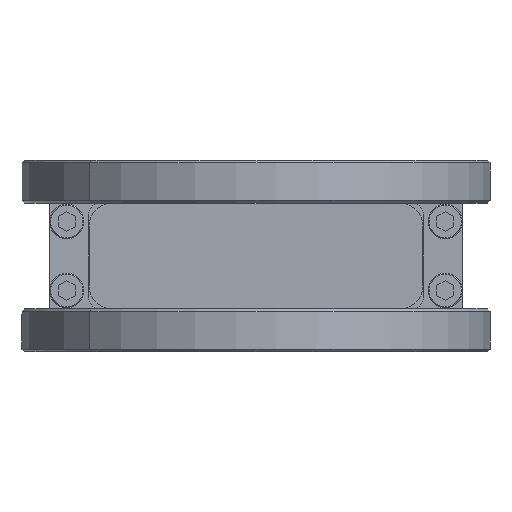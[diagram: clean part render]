
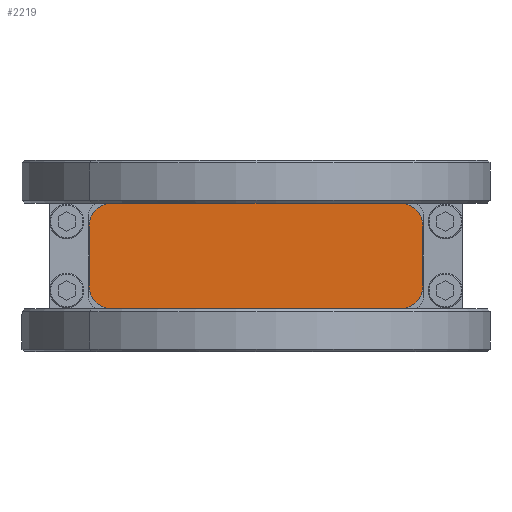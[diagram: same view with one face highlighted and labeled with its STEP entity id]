
A CAD part, front view. The second image highlights one B-rep face of the part: STEP entity #2219.
In plain terms, the highlighted planar face has unit normal (0, -1, 0).
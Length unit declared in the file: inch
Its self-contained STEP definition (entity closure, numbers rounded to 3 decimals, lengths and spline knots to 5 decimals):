
#295 = VECTOR ( 'NONE', #2618, 39.37008 ) ;
#598 = AXIS2_PLACEMENT_3D ( 'NONE', #11545, #11541, #11540 ) ;
#1188 = CARTESIAN_POINT ( 'NONE',  ( 1.82, -7.475, 0.325 ) ) ;
#2219 = ADVANCED_FACE ( 'NONE', ( #11543 ), #11535, .F. ) ;
#2609 = CARTESIAN_POINT ( 'NONE',  ( -1.82, -7.475, 0.575 ) ) ;
#2614 = LINE ( 'NONE', #2609, #295 ) ;
#2618 = DIRECTION ( 'NONE',  ( 1., 0., 0. ) ) ;
#3276 = ORIENTED_EDGE ( 'NONE', *, *, #15063, .F. ) ;
#3354 = ORIENTED_EDGE ( 'NONE', *, *, #15111, .T. ) ;
#3501 = ORIENTED_EDGE ( 'NONE', *, *, #15180, .T. ) ;
#3567 = ORIENTED_EDGE ( 'NONE', *, *, #15009, .F. ) ;
#3621 = ORIENTED_EDGE ( 'NONE', *, *, #14891, .T. ) ;
#3637 = ORIENTED_EDGE ( 'NONE', *, *, #15108, .T. ) ;
#3714 = CARTESIAN_POINT ( 'NONE',  ( 1.82, -7.475, -0.325 ) ) ;
#3986 = CARTESIAN_POINT ( 'NONE',  ( -1.82, -7.475, 0.325 ) ) ;
#4042 = CARTESIAN_POINT ( 'NONE',  ( -1.57, -7.475, -0.575 ) ) ;
#4121 = CARTESIAN_POINT ( 'NONE',  ( 1.57, -7.475, -0.575 ) ) ;
#4263 = CARTESIAN_POINT ( 'NONE',  ( -1.57, -7.475, 0.575 ) ) ;
#4359 = VERTEX_POINT ( 'NONE', #12278 ) ;
#4455 = VERTEX_POINT ( 'NONE', #12448 ) ;
#5112 = CARTESIAN_POINT ( 'NONE',  ( -1.57, -7.475, -0.325 ) ) ;
#5113 = DIRECTION ( 'NONE',  ( 0., -1., 0. ) ) ;
#5114 = DIRECTION ( 'NONE',  ( 0., 0., 1. ) ) ;
#5121 = CARTESIAN_POINT ( 'NONE',  ( 1.57, -7.475, 0.325 ) ) ;
#5122 = DIRECTION ( 'NONE',  ( 0., -1., 0. ) ) ;
#5123 = DIRECTION ( 'NONE',  ( 0., 0., 1. ) ) ;
#5148 = LINE ( 'NONE', #5149, #5425 ) ;
#5149 = CARTESIAN_POINT ( 'NONE',  ( 1.82, -7.475, -0.575 ) ) ;
#5163 = DIRECTION ( 'NONE',  ( 0., 0., -1. ) ) ;
#5298 = AXIS2_PLACEMENT_3D ( 'NONE', #5370, #5372, #5374 ) ;
#5307 = AXIS2_PLACEMENT_3D ( 'NONE', #5121, #5122, #5123 ) ;
#5347 = CIRCLE ( 'NONE', #5298, 0.25 ) ;
#5370 = CARTESIAN_POINT ( 'NONE',  ( -1.57, -7.475, 0.325 ) ) ;
#5372 = DIRECTION ( 'NONE',  ( 0., -1., 0. ) ) ;
#5374 = DIRECTION ( 'NONE',  ( 0., 0., 1. ) ) ;
#5425 = VECTOR ( 'NONE', #5163, 39.37008 ) ;
#5483 = CIRCLE ( 'NONE', #5307, 0.25 ) ;
#5774 = EDGE_CURVE ( 'NONE', #8760, #4455, #2614, .T. ) ;
#6228 = CARTESIAN_POINT ( 'NONE',  ( 1.57, -7.475, -0.325 ) ) ;
#6229 = DIRECTION ( 'NONE',  ( 0., -1., 0. ) ) ;
#6230 = DIRECTION ( 'NONE',  ( 0., 0., 1. ) ) ;
#6572 = CARTESIAN_POINT ( 'NONE',  ( -1.82, -7.475, -0.575 ) ) ;
#6579 = LINE ( 'NONE', #6572, #13697 ) ;
#6583 = DIRECTION ( 'NONE',  ( -1., 0., 0. ) ) ;
#6738 = LINE ( 'NONE', #6744, #13932 ) ;
#6744 = CARTESIAN_POINT ( 'NONE',  ( -1.82, -7.475, -0.575 ) ) ;
#6745 = DIRECTION ( 'NONE',  ( 0., 0., 1. ) ) ;
#8388 = VERTEX_POINT ( 'NONE', #3714 ) ;
#8538 = VERTEX_POINT ( 'NONE', #3986 ) ;
#8574 = VERTEX_POINT ( 'NONE', #4042 ) ;
#8624 = VERTEX_POINT ( 'NONE', #4121 ) ;
#8707 = ORIENTED_EDGE ( 'NONE', *, *, #5774, .F. ) ;
#8760 = VERTEX_POINT ( 'NONE', #4263 ) ;
#8787 = ORIENTED_EDGE ( 'NONE', *, *, #15125, .F. ) ;
#9100 = VERTEX_POINT ( 'NONE', #1188 ) ;
#10622 = EDGE_LOOP ( 'NONE', ( #3276, #3637, #3567, #3621, #8787, #3354, #8707, #3501 ) ) ;
#11535 = PLANE ( 'NONE',  #598 ) ;
#11540 = DIRECTION ( 'NONE',  ( 0., 0., 1. ) ) ;
#11541 = DIRECTION ( 'NONE',  ( 0., 1., 0. ) ) ;
#11543 = FACE_OUTER_BOUND ( 'NONE', #10622, .T. ) ;
#11545 = CARTESIAN_POINT ( 'NONE',  ( -1.82, -7.475, 0.575 ) ) ;
#12278 = CARTESIAN_POINT ( 'NONE',  ( -1.82, -7.475, -0.325 ) ) ;
#12448 = CARTESIAN_POINT ( 'NONE',  ( 1.57, -7.475, 0.575 ) ) ;
#13239 = AXIS2_PLACEMENT_3D ( 'NONE', #6228, #6229, #6230 ) ;
#13337 = CIRCLE ( 'NONE', #13239, 0.25 ) ;
#13697 = VECTOR ( 'NONE', #6583, 39.37008 ) ;
#13839 = AXIS2_PLACEMENT_3D ( 'NONE', #5112, #5113, #5114 ) ;
#13895 = CIRCLE ( 'NONE', #13839, 0.25 ) ;
#13932 = VECTOR ( 'NONE', #6745, 39.37008 ) ;
#14891 = EDGE_CURVE ( 'NONE', #8624, #8388, #13337, .T. ) ;
#15009 = EDGE_CURVE ( 'NONE', #8624, #8574, #6579, .T. ) ;
#15063 = EDGE_CURVE ( 'NONE', #4359, #8538, #6738, .T. ) ;
#15108 = EDGE_CURVE ( 'NONE', #4359, #8574, #13895, .T. ) ;
#15111 = EDGE_CURVE ( 'NONE', #9100, #4455, #5483, .T. ) ;
#15125 = EDGE_CURVE ( 'NONE', #9100, #8388, #5148, .T. ) ;
#15180 = EDGE_CURVE ( 'NONE', #8760, #8538, #5347, .T. ) ;
